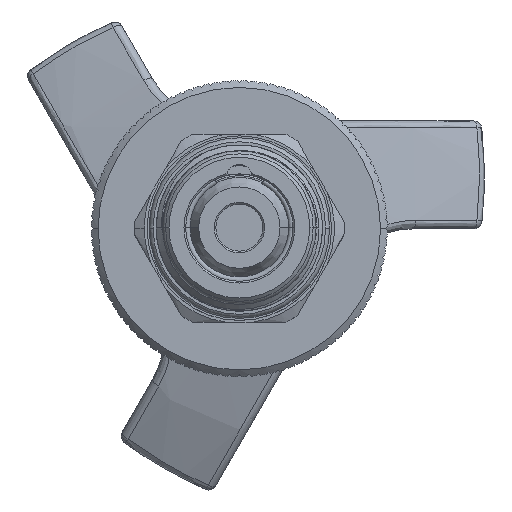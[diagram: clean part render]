
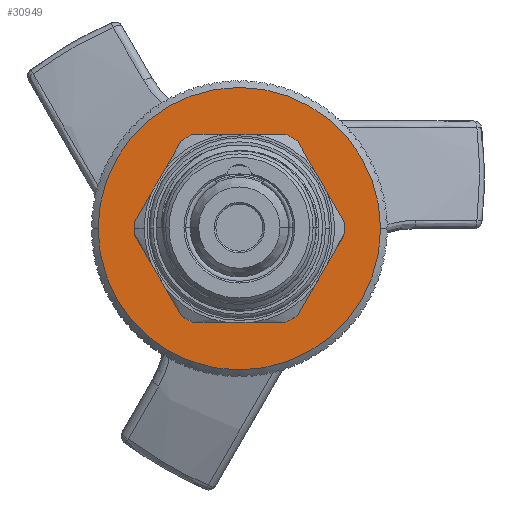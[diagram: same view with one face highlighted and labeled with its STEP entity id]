
A CAD part, top view. The second image highlights one B-rep face of the part: STEP entity #30949.
In plain terms, the highlighted planar face has unit normal (0, 0, 1).
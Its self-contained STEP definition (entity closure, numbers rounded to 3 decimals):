
#32 = EDGE_LOOP ( 'NONE', ( #27998, #8651 ) ) ;
#6169 = AXIS2_PLACEMENT_3D ( 'NONE', #14231, #14229, #14228 ) ;
#6171 = AXIS2_PLACEMENT_3D ( 'NONE', #14020, #14019, #14018 ) ;
#6473 = CARTESIAN_POINT ( 'NONE',  ( 0., 0., -70.645 ) ) ;
#6474 = DIRECTION ( 'NONE',  ( 0., 0., 1. ) ) ;
#6475 = DIRECTION ( 'NONE',  ( 1., 0., 0. ) ) ;
#6524 = CARTESIAN_POINT ( 'NONE',  ( 0., 0., -70.645 ) ) ;
#6525 = DIRECTION ( 'NONE',  ( 0., 0., 1. ) ) ;
#6526 = DIRECTION ( 'NONE',  ( 1., 0., 0. ) ) ;
#7964 = AXIS2_PLACEMENT_3D ( 'NONE', #6473, #6474, #6475 ) ;
#7972 = AXIS2_PLACEMENT_3D ( 'NONE', #6524, #6525, #6526 ) ;
#8413 = AXIS2_PLACEMENT_3D ( 'NONE', #22158, #22171, #22173 ) ;
#8636 = ORIENTED_EDGE ( 'NONE', *, *, #17008, .T. ) ;
#8651 = ORIENTED_EDGE ( 'NONE', *, *, #29066, .F. ) ;
#14018 = DIRECTION ( 'NONE',  ( 1., 0., 0. ) ) ;
#14019 = DIRECTION ( 'NONE',  ( 0., 0., 1. ) ) ;
#14020 = CARTESIAN_POINT ( 'NONE',  ( 0., 0., -70.645 ) ) ;
#14228 = DIRECTION ( 'NONE',  ( 1., 0., 0. ) ) ;
#14229 = DIRECTION ( 'NONE',  ( 0., 0., 1. ) ) ;
#14231 = CARTESIAN_POINT ( 'NONE',  ( 0., 0., -70.645 ) ) ;
#15920 = CIRCLE ( 'NONE', #7964, 10.9 ) ;
#15934 = CIRCLE ( 'NONE', #7972, 16.7 ) ;
#16729 = FACE_OUTER_BOUND ( 'NONE', #19548, .T. ) ;
#16730 = FACE_BOUND ( 'NONE', #32, .T. ) ;
#16986 = EDGE_CURVE ( 'NONE', #20471, #20363, #28291, .T. ) ;
#17008 = EDGE_CURVE ( 'NONE', #32648, #32176, #28299, .T. ) ;
#18703 = CARTESIAN_POINT ( 'NONE',  ( 0., 10.9, -70.645 ) ) ;
#18933 = CARTESIAN_POINT ( 'NONE',  ( 0., -10.9, -70.645 ) ) ;
#19548 = EDGE_LOOP ( 'NONE', ( #8636, #27905 ) ) ;
#20363 = VERTEX_POINT ( 'NONE', #18933 ) ;
#20471 = VERTEX_POINT ( 'NONE', #18703 ) ;
#20949 = CARTESIAN_POINT ( 'NONE',  ( 16.7, 0., -70.645 ) ) ;
#21162 = CARTESIAN_POINT ( 'NONE',  ( -16.7, 0., -70.645 ) ) ;
#22142 = PLANE ( 'NONE',  #8413 ) ;
#22158 = CARTESIAN_POINT ( 'NONE',  ( 0., 0., -70.645 ) ) ;
#22171 = DIRECTION ( 'NONE',  ( 0., 0., 1. ) ) ;
#22173 = DIRECTION ( 'NONE',  ( 1., 0., 0. ) ) ;
#27905 = ORIENTED_EDGE ( 'NONE', *, *, #29080, .T. ) ;
#27998 = ORIENTED_EDGE ( 'NONE', *, *, #16986, .F. ) ;
#28291 = CIRCLE ( 'NONE', #6169, 10.9 ) ;
#28299 = CIRCLE ( 'NONE', #6171, 16.7 ) ;
#29066 = EDGE_CURVE ( 'NONE', #20363, #20471, #15920, .T. ) ;
#29080 = EDGE_CURVE ( 'NONE', #32176, #32648, #15934, .T. ) ;
#30949 = ADVANCED_FACE ( 'NONE', ( #16729, #16730 ), #22142, .T. ) ;
#32176 = VERTEX_POINT ( 'NONE', #20949 ) ;
#32648 = VERTEX_POINT ( 'NONE', #21162 ) ;
